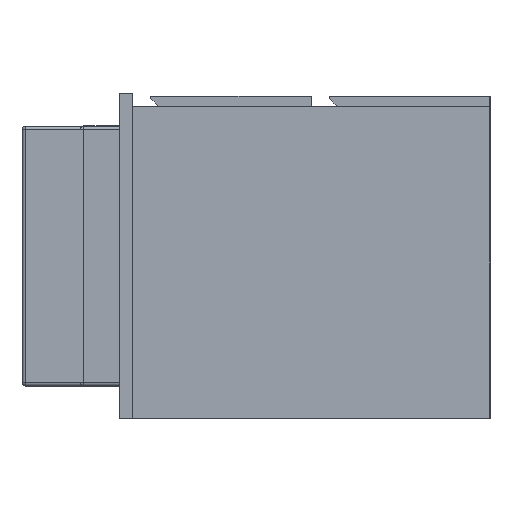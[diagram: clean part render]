
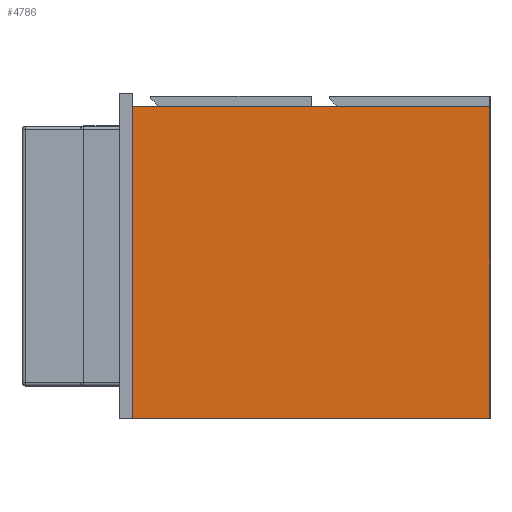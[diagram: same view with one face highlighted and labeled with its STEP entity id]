
A CAD part, left-side view. The second image highlights one B-rep face of the part: STEP entity #4786.
In plain terms, the highlighted planar face has unit normal (-1, 0, 0).
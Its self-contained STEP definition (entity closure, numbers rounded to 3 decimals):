
#154 = CARTESIAN_POINT ( 'NONE',  ( -594., 275., 480. ) ) ;
#333 = FACE_OUTER_BOUND ( 'NONE', #1817, .T. ) ;
#461 = LINE ( 'NONE', #3816, #7602 ) ;
#695 = AXIS2_PLACEMENT_3D ( 'NONE', #5448, #2050, #4712 ) ;
#857 = EDGE_CURVE ( 'NONE', #5271, #1250, #6222, .T. ) ;
#1105 = ORIENTED_EDGE ( 'NONE', *, *, #3876, .T. ) ;
#1250 = VERTEX_POINT ( 'NONE', #4688 ) ;
#1725 = CARTESIAN_POINT ( 'NONE',  ( -594., -275., 480. ) ) ;
#1817 = EDGE_LOOP ( 'NONE', ( #6776, #3029, #5307, #1105 ) ) ;
#1849 = DIRECTION ( 'NONE',  ( 0., 0., -1. ) ) ;
#2050 = DIRECTION ( 'NONE',  ( -1., 0., 0. ) ) ;
#2758 = VECTOR ( 'NONE', #4958, 1000. ) ;
#3029 = ORIENTED_EDGE ( 'NONE', *, *, #857, .F. ) ;
#3081 = EDGE_CURVE ( 'NONE', #1250, #6168, #461, .T. ) ;
#3222 = VECTOR ( 'NONE', #6881, 1000. ) ;
#3389 = PLANE ( 'NONE',  #695 ) ;
#3816 = CARTESIAN_POINT ( 'NONE',  ( -594., 275., 0. ) ) ;
#3876 = EDGE_CURVE ( 'NONE', #4090, #6168, #5028, .T. ) ;
#4090 = VERTEX_POINT ( 'NONE', #7783 ) ;
#4267 = CARTESIAN_POINT ( 'NONE',  ( -594., 275., 480. ) ) ;
#4688 = CARTESIAN_POINT ( 'NONE',  ( -594., -275., 0. ) ) ;
#4712 = DIRECTION ( 'NONE',  ( 0., -1., 0. ) ) ;
#4763 = EDGE_CURVE ( 'NONE', #5271, #4090, #5642, .T. ) ;
#4786 = ADVANCED_FACE ( 'NONE', ( #333 ), #3389, .T. ) ;
#4958 = DIRECTION ( 'NONE',  ( 0., 1., 0. ) ) ;
#5028 = LINE ( 'NONE', #154, #3222 ) ;
#5161 = DIRECTION ( 'NONE',  ( 0., 1., 0. ) ) ;
#5271 = VERTEX_POINT ( 'NONE', #1725 ) ;
#5307 = ORIENTED_EDGE ( 'NONE', *, *, #4763, .T. ) ;
#5448 = CARTESIAN_POINT ( 'NONE',  ( -594., 275., 480. ) ) ;
#5642 = LINE ( 'NONE', #4267, #2758 ) ;
#5915 = CARTESIAN_POINT ( 'NONE',  ( -594., -275., 480. ) ) ;
#6168 = VERTEX_POINT ( 'NONE', #7953 ) ;
#6222 = LINE ( 'NONE', #5915, #7777 ) ;
#6776 = ORIENTED_EDGE ( 'NONE', *, *, #3081, .F. ) ;
#6881 = DIRECTION ( 'NONE',  ( 0., 0., -1. ) ) ;
#7602 = VECTOR ( 'NONE', #5161, 1000. ) ;
#7777 = VECTOR ( 'NONE', #1849, 1000. ) ;
#7783 = CARTESIAN_POINT ( 'NONE',  ( -594., 275., 480. ) ) ;
#7953 = CARTESIAN_POINT ( 'NONE',  ( -594., 275., 0. ) ) ;
